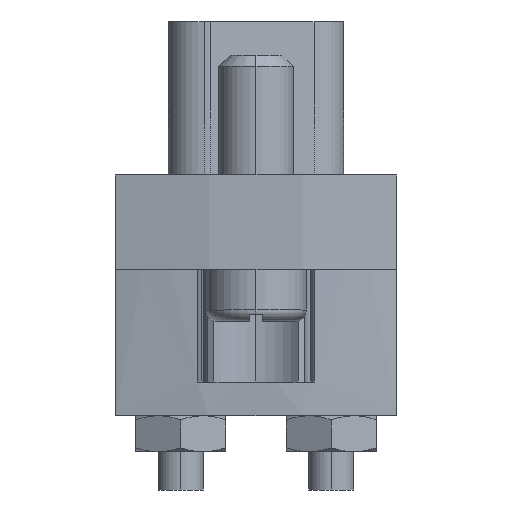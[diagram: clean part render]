
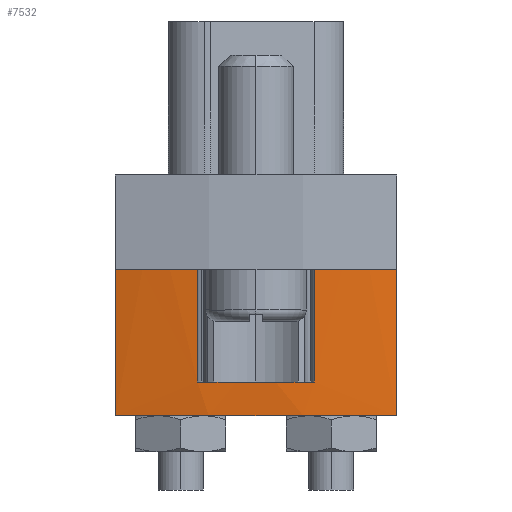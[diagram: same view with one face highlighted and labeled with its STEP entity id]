
A CAD part, left-side view. The second image highlights one B-rep face of the part: STEP entity #7532.
In plain terms, the highlighted cylindrical face has radius 26.5 mm (diameter 53 mm), a partial arc.
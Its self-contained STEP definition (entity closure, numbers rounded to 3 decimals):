
#45 = EDGE_CURVE ( 'NONE', #3955, #3382, #2599, .T. ) ;
#265 = VERTEX_POINT ( 'NONE', #5395 ) ;
#339 = EDGE_CURVE ( 'NONE', #11666, #265, #4643, .T. ) ;
#382 = CARTESIAN_POINT ( 'NONE',  ( -25.752, -6.25, -6.5 ) ) ;
#564 = LINE ( 'NONE', #382, #11789 ) ;
#631 = VECTOR ( 'NONE', #2963, 1000. ) ;
#675 = DIRECTION ( 'NONE',  ( 1., 0., 0. ) ) ;
#966 = CIRCLE ( 'NONE', #12623, 26.5 ) ;
#1526 = DIRECTION ( 'NONE',  ( 0., 0., 1. ) ) ;
#1781 = CARTESIAN_POINT ( 'NONE',  ( -25.752, -6.25, -6.5 ) ) ;
#2015 = CARTESIAN_POINT ( 'NONE',  ( 0., 0., -5. ) ) ;
#2029 = ORIENTED_EDGE ( 'NONE', *, *, #8075, .F. ) ;
#2437 = CARTESIAN_POINT ( 'NONE',  ( 0., 0., 0. ) ) ;
#2542 = ORIENTED_EDGE ( 'NONE', *, *, #9444, .F. ) ;
#2599 = CIRCLE ( 'NONE', #7163, 26.5 ) ;
#2928 = EDGE_LOOP ( 'NONE', ( #2029, #9664, #2542, #6115, #12304, #11249, #13962, #10462 ) ) ;
#2963 = DIRECTION ( 'NONE',  ( 0., 0., 1. ) ) ;
#3044 = DIRECTION ( 'NONE',  ( 0., 0., -1. ) ) ;
#3339 = CARTESIAN_POINT ( 'NONE',  ( 0., 0., -6.5 ) ) ;
#3382 = VERTEX_POINT ( 'NONE', #8933 ) ;
#3801 = CARTESIAN_POINT ( 'NONE',  ( 0., 0., 0. ) ) ;
#3862 = FACE_OUTER_BOUND ( 'NONE', #2928, .T. ) ;
#3955 = VERTEX_POINT ( 'NONE', #13218 ) ;
#4002 = EDGE_CURVE ( 'NONE', #13113, #10279, #564, .T. ) ;
#4283 = CARTESIAN_POINT ( 'NONE',  ( -25.752, -6.25, 0. ) ) ;
#4643 = LINE ( 'NONE', #11196, #9385 ) ;
#4921 = DIRECTION ( 'NONE',  ( 0., 0., 1. ) ) ;
#5395 = CARTESIAN_POINT ( 'NONE',  ( -25.752, 6.25, 0. ) ) ;
#6008 = VERTEX_POINT ( 'NONE', #7494 ) ;
#6115 = ORIENTED_EDGE ( 'NONE', *, *, #8673, .F. ) ;
#6655 = DIRECTION ( 'NONE',  ( 1., 0., 0. ) ) ;
#6681 = DIRECTION ( 'NONE',  ( 1., 0., 0. ) ) ;
#6699 = DIRECTION ( 'NONE',  ( 0., 0., 1. ) ) ;
#7003 = CARTESIAN_POINT ( 'NONE',  ( 0., 0., -6.5 ) ) ;
#7163 = AXIS2_PLACEMENT_3D ( 'NONE', #2015, #3044, #7394 ) ;
#7394 = DIRECTION ( 'NONE',  ( 1., 0., 0. ) ) ;
#7494 = CARTESIAN_POINT ( 'NONE',  ( -26.372, 2.6, 0. ) ) ;
#7532 = ADVANCED_FACE ( 'NONE', ( #3862 ), #13080, .T. ) ;
#7759 = DIRECTION ( 'NONE',  ( 0., 0., 1. ) ) ;
#7950 = DIRECTION ( 'NONE',  ( 0., 0., 1. ) ) ;
#8075 = EDGE_CURVE ( 'NONE', #3955, #11379, #13237, .T. ) ;
#8271 = VECTOR ( 'NONE', #9642, 1000. ) ;
#8673 = EDGE_CURVE ( 'NONE', #265, #6008, #10672, .T. ) ;
#8677 = CARTESIAN_POINT ( 'NONE',  ( -26.372, 2.6, -6.5 ) ) ;
#8933 = CARTESIAN_POINT ( 'NONE',  ( -26.372, 2.6, -5. ) ) ;
#9385 = VECTOR ( 'NONE', #7759, 1000. ) ;
#9444 = EDGE_CURVE ( 'NONE', #6008, #3382, #11020, .T. ) ;
#9581 = CARTESIAN_POINT ( 'NONE',  ( -26.372, -2.6, 0. ) ) ;
#9642 = DIRECTION ( 'NONE',  ( 0., 0., -1. ) ) ;
#9664 = ORIENTED_EDGE ( 'NONE', *, *, #45, .T. ) ;
#10219 = AXIS2_PLACEMENT_3D ( 'NONE', #2437, #7950, #6681 ) ;
#10279 = VERTEX_POINT ( 'NONE', #4283 ) ;
#10462 = ORIENTED_EDGE ( 'NONE', *, *, #11616, .F. ) ;
#10524 = AXIS2_PLACEMENT_3D ( 'NONE', #7003, #1526, #11313 ) ;
#10672 = CIRCLE ( 'NONE', #13301, 26.5 ) ;
#11020 = LINE ( 'NONE', #8677, #8271 ) ;
#11196 = CARTESIAN_POINT ( 'NONE',  ( -25.752, 6.25, -6.5 ) ) ;
#11249 = ORIENTED_EDGE ( 'NONE', *, *, #14037, .T. ) ;
#11307 = DIRECTION ( 'NONE',  ( 0., 0., 1. ) ) ;
#11313 = DIRECTION ( 'NONE',  ( 1., 0., 0. ) ) ;
#11379 = VERTEX_POINT ( 'NONE', #9581 ) ;
#11616 = EDGE_CURVE ( 'NONE', #11379, #10279, #11956, .T. ) ;
#11666 = VERTEX_POINT ( 'NONE', #12230 ) ;
#11789 = VECTOR ( 'NONE', #11307, 1000. ) ;
#11956 = CIRCLE ( 'NONE', #10219, 26.5 ) ;
#12230 = CARTESIAN_POINT ( 'NONE',  ( -25.752, 6.25, -6.5 ) ) ;
#12304 = ORIENTED_EDGE ( 'NONE', *, *, #339, .F. ) ;
#12623 = AXIS2_PLACEMENT_3D ( 'NONE', #3339, #6699, #6655 ) ;
#13080 = CYLINDRICAL_SURFACE ( 'NONE', #10524, 26.5 ) ;
#13113 = VERTEX_POINT ( 'NONE', #1781 ) ;
#13218 = CARTESIAN_POINT ( 'NONE',  ( -26.372, -2.6, -5. ) ) ;
#13237 = LINE ( 'NONE', #13786, #631 ) ;
#13301 = AXIS2_PLACEMENT_3D ( 'NONE', #3801, #4921, #675 ) ;
#13786 = CARTESIAN_POINT ( 'NONE',  ( -26.372, -2.6, -6.5 ) ) ;
#13962 = ORIENTED_EDGE ( 'NONE', *, *, #4002, .T. ) ;
#14037 = EDGE_CURVE ( 'NONE', #11666, #13113, #966, .T. ) ;
